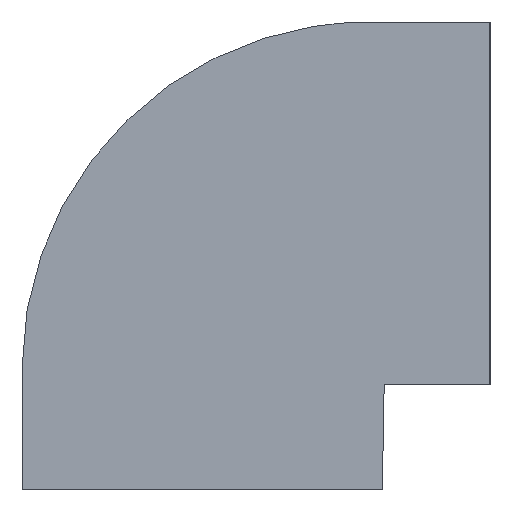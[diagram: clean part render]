
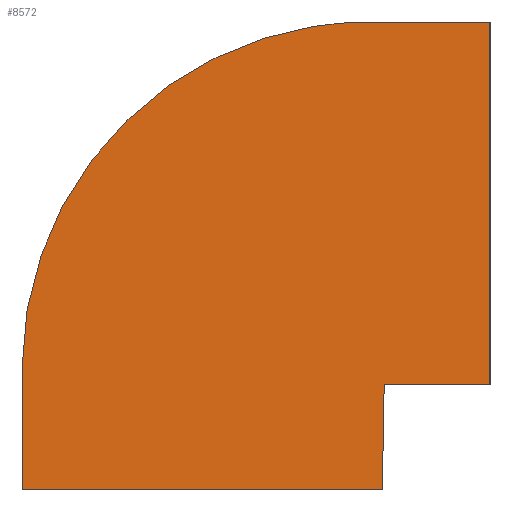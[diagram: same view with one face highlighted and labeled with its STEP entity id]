
A CAD part, left-side view. The second image highlights one B-rep face of the part: STEP entity #8572.
In plain terms, the highlighted planar face has unit normal (-1, 0, 0.018).
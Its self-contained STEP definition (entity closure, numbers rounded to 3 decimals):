
#120 = CARTESIAN_POINT ( 'NONE',  ( -51.775, 0., 0. ) ) ;
#577 = CARTESIAN_POINT ( 'NONE',  ( -52.773, 79.6, -57.175 ) ) ;
#600 = CARTESIAN_POINT ( 'NONE',  ( -51.775, 55.161, 0. ) ) ;
#885 =( BOUNDED_CURVE ( )  B_SPLINE_CURVE ( 3, ( #10825, #4830, #600, #6553 ),
 .UNSPECIFIED., .F., .F. ) 
 B_SPLINE_CURVE_WITH_KNOTS ( ( 4, 4 ),
 ( 1.571, 3.142 ),
 .UNSPECIFIED. ) 
 CURVE ( )  GEOMETRIC_REPRESENTATION_ITEM ( )  RATIONAL_B_SPLINE_CURVE ( ( 1., 0.805, 0.805, 1. ) ) 
 REPRESENTATION_ITEM ( '' )  );
#1047 = CARTESIAN_POINT ( 'NONE',  ( -52.85, 18., -61.6 ) ) ;
#1168 = VERTEX_POINT ( 'NONE', #10340 ) ;
#1302 = VERTEX_POINT ( 'NONE', #3710 ) ;
#1580 = EDGE_CURVE ( 'NONE', #6939, #7136, #3272, .T. ) ;
#1895 = FACE_OUTER_BOUND ( 'NONE', #7467, .T. ) ;
#2114 = DIRECTION ( 'NONE',  ( 0., 1., 0. ) ) ;
#2238 = CARTESIAN_POINT ( 'NONE',  ( -53.164, 18., -79.6 ) ) ;
#2281 = VECTOR ( 'NONE', #9947, 1000. ) ;
#2450 = DIRECTION ( 'NONE',  ( 0., -1., 0. ) ) ;
#2525 = VECTOR ( 'NONE', #6511, 1000. ) ;
#2601 = VECTOR ( 'NONE', #10137, 1000. ) ;
#2806 = VERTEX_POINT ( 'NONE', #10882 ) ;
#2817 = LINE ( 'NONE', #577, #2281 ) ;
#2850 = CARTESIAN_POINT ( 'NONE',  ( -53.164, 79.6, -79.6 ) ) ;
#3272 = LINE ( 'NONE', #4935, #5275 ) ;
#3513 = ORIENTED_EDGE ( 'NONE', *, *, #4696, .F. ) ;
#3710 = CARTESIAN_POINT ( 'NONE',  ( -53.164, 18.314, -79.6 ) ) ;
#3906 = EDGE_CURVE ( 'NONE', #7136, #1168, #4792, .T. ) ;
#4294 = ORIENTED_EDGE ( 'NONE', *, *, #8869, .F. ) ;
#4456 = DIRECTION ( 'NONE',  ( -1., 0., 0.017 ) ) ;
#4484 = EDGE_CURVE ( 'NONE', #1302, #6788, #4780, .T. ) ;
#4696 = EDGE_CURVE ( 'NONE', #7520, #1302, #7137, .T. ) ;
#4780 = LINE ( 'NONE', #2238, #2525 ) ;
#4792 = LINE ( 'NONE', #6915, #9621 ) ;
#4830 = CARTESIAN_POINT ( 'NONE',  ( -52.202, 79.6, -24.439 ) ) ;
#4935 = CARTESIAN_POINT ( 'NONE',  ( -51.775, 0., 0. ) ) ;
#4975 = EDGE_CURVE ( 'NONE', #1168, #7520, #5251, .T. ) ;
#5182 = DIRECTION ( 'NONE',  ( -0.017, 0., -1. ) ) ;
#5251 = LINE ( 'NONE', #6349, #8738 ) ;
#5275 = VECTOR ( 'NONE', #2450, 1000. ) ;
#6073 = CARTESIAN_POINT ( 'NONE',  ( -51.775, 0., 0. ) ) ;
#6182 = ORIENTED_EDGE ( 'NONE', *, *, #4975, .F. ) ;
#6349 = CARTESIAN_POINT ( 'NONE',  ( -52.85, 18., -61.6 ) ) ;
#6511 = DIRECTION ( 'NONE',  ( 0., 1., 0. ) ) ;
#6553 = CARTESIAN_POINT ( 'NONE',  ( -51.775, 20.6, 0. ) ) ;
#6686 = CARTESIAN_POINT ( 'NONE',  ( -52.818, 17.968, -59.775 ) ) ;
#6788 = VERTEX_POINT ( 'NONE', #2850 ) ;
#6915 = CARTESIAN_POINT ( 'NONE',  ( -51.743, 0., 1.807 ) ) ;
#6939 = VERTEX_POINT ( 'NONE', #9199 ) ;
#7136 = VERTEX_POINT ( 'NONE', #120 ) ;
#7137 = LINE ( 'NONE', #6686, #2601 ) ;
#7298 = AXIS2_PLACEMENT_3D ( 'NONE', #6073, #4456, #10459 ) ;
#7467 = EDGE_LOOP ( 'NONE', ( #8110, #8629, #4294, #9984, #3513, #6182, #8810 ) ) ;
#7520 = VERTEX_POINT ( 'NONE', #1047 ) ;
#8110 = ORIENTED_EDGE ( 'NONE', *, *, #1580, .F. ) ;
#8572 = ADVANCED_FACE ( 'NONE', ( #1895 ), #9596, .T. ) ;
#8629 = ORIENTED_EDGE ( 'NONE', *, *, #11069, .F. ) ;
#8738 = VECTOR ( 'NONE', #2114, 1000. ) ;
#8810 = ORIENTED_EDGE ( 'NONE', *, *, #3906, .F. ) ;
#8869 = EDGE_CURVE ( 'NONE', #6788, #2806, #2817, .T. ) ;
#9199 = CARTESIAN_POINT ( 'NONE',  ( -51.775, 20.6, 0. ) ) ;
#9596 = PLANE ( 'NONE',  #7298 ) ;
#9621 = VECTOR ( 'NONE', #5182, 1000. ) ;
#9947 = DIRECTION ( 'NONE',  ( 0.017, 0., 1. ) ) ;
#9984 = ORIENTED_EDGE ( 'NONE', *, *, #4484, .F. ) ;
#10137 = DIRECTION ( 'NONE',  ( -0.017, 0.017, -1. ) ) ;
#10340 = CARTESIAN_POINT ( 'NONE',  ( -52.85, 0., -61.6 ) ) ;
#10459 = DIRECTION ( 'NONE',  ( 0.017, 0., 1. ) ) ;
#10825 = CARTESIAN_POINT ( 'NONE',  ( -52.805, 79.6, -59. ) ) ;
#10882 = CARTESIAN_POINT ( 'NONE',  ( -52.805, 79.6, -59. ) ) ;
#11069 = EDGE_CURVE ( 'NONE', #2806, #6939, #885, .T. ) ;
